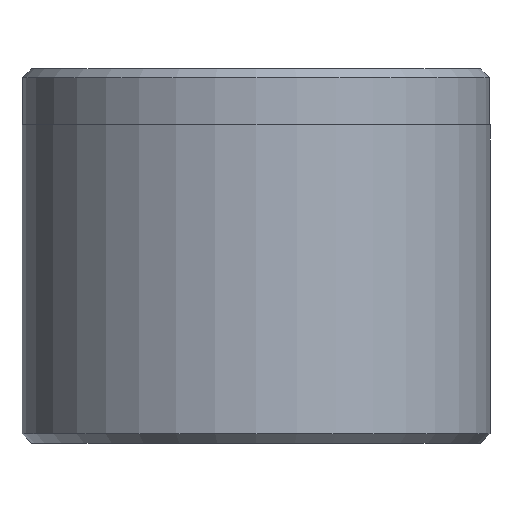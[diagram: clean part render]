
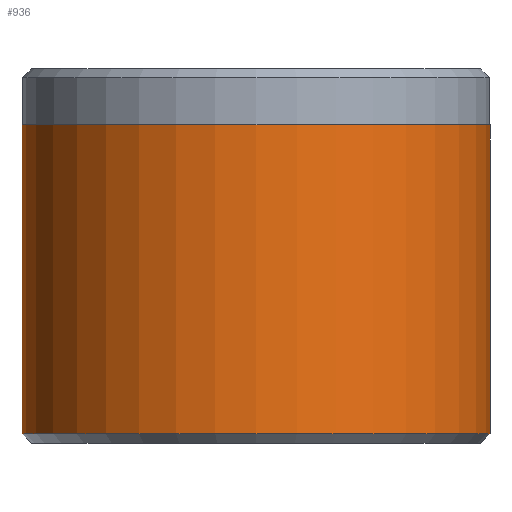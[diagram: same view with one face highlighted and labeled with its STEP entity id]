
A CAD part, front view. The second image highlights one B-rep face of the part: STEP entity #936.
In plain terms, the highlighted cylindrical face has radius 12.5 mm (diameter 25 mm), a partial arc.
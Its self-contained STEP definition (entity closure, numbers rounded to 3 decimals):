
#16 = VECTOR ( 'NONE', #145, 1000. ) ;
#30 = EDGE_CURVE ( 'NONE', #1658, #357, #782, .T. ) ;
#52 = CARTESIAN_POINT ( 'NONE',  ( 0., 0., 17. ) ) ;
#55 = DIRECTION ( 'NONE',  ( 0., 0., -1. ) ) ;
#64 = ORIENTED_EDGE ( 'NONE', *, *, #1328, .F. ) ;
#87 = CARTESIAN_POINT ( 'NONE',  ( 0., 0., 20. ) ) ;
#143 = CARTESIAN_POINT ( 'NONE',  ( 12.5, 0., 20. ) ) ;
#145 = DIRECTION ( 'NONE',  ( 0., 0., -1. ) ) ;
#168 = CARTESIAN_POINT ( 'NONE',  ( -12.5, 0., 20. ) ) ;
#200 = EDGE_CURVE ( 'NONE', #1109, #357, #683, .T. ) ;
#209 = DIRECTION ( 'NONE',  ( 1., 0., 0. ) ) ;
#249 = FACE_OUTER_BOUND ( 'NONE', #931, .T. ) ;
#287 = AXIS2_PLACEMENT_3D ( 'NONE', #1742, #1731, #1726 ) ;
#288 = CARTESIAN_POINT ( 'NONE',  ( 12.5, 0., 17. ) ) ;
#357 = VERTEX_POINT ( 'NONE', #676 ) ;
#416 = CYLINDRICAL_SURFACE ( 'NONE', #539, 12.5 ) ;
#460 = ORIENTED_EDGE ( 'NONE', *, *, #200, .T. ) ;
#527 = DIRECTION ( 'NONE',  ( -1., 0., 0. ) ) ;
#539 = AXIS2_PLACEMENT_3D ( 'NONE', #87, #1717, #527 ) ;
#635 = CIRCLE ( 'NONE', #949, 12.5 ) ;
#676 = CARTESIAN_POINT ( 'NONE',  ( 12.5, 0., 0.5 ) ) ;
#683 = CIRCLE ( 'NONE', #287, 12.5 ) ;
#709 = CARTESIAN_POINT ( 'NONE',  ( -12.5, 0., 0.5 ) ) ;
#713 = EDGE_CURVE ( 'NONE', #1360, #1109, #1460, .T. ) ;
#782 = LINE ( 'NONE', #143, #16 ) ;
#931 = EDGE_LOOP ( 'NONE', ( #1164, #64, #1124, #460 ) ) ;
#936 = ADVANCED_FACE ( 'NONE', ( #249 ), #416, .T. ) ;
#949 = AXIS2_PLACEMENT_3D ( 'NONE', #52, #1030, #209 ) ;
#1030 = DIRECTION ( 'NONE',  ( 0., 0., 1. ) ) ;
#1109 = VERTEX_POINT ( 'NONE', #709 ) ;
#1124 = ORIENTED_EDGE ( 'NONE', *, *, #713, .T. ) ;
#1142 = VECTOR ( 'NONE', #55, 1000. ) ;
#1164 = ORIENTED_EDGE ( 'NONE', *, *, #30, .F. ) ;
#1328 = EDGE_CURVE ( 'NONE', #1360, #1658, #635, .T. ) ;
#1360 = VERTEX_POINT ( 'NONE', #1704 ) ;
#1460 = LINE ( 'NONE', #168, #1142 ) ;
#1658 = VERTEX_POINT ( 'NONE', #288 ) ;
#1704 = CARTESIAN_POINT ( 'NONE',  ( -12.5, 0., 17. ) ) ;
#1717 = DIRECTION ( 'NONE',  ( 0., 0., -1. ) ) ;
#1726 = DIRECTION ( 'NONE',  ( 1., 0., 0. ) ) ;
#1731 = DIRECTION ( 'NONE',  ( 0., 0., 1. ) ) ;
#1742 = CARTESIAN_POINT ( 'NONE',  ( 0., 0., 0.5 ) ) ;
